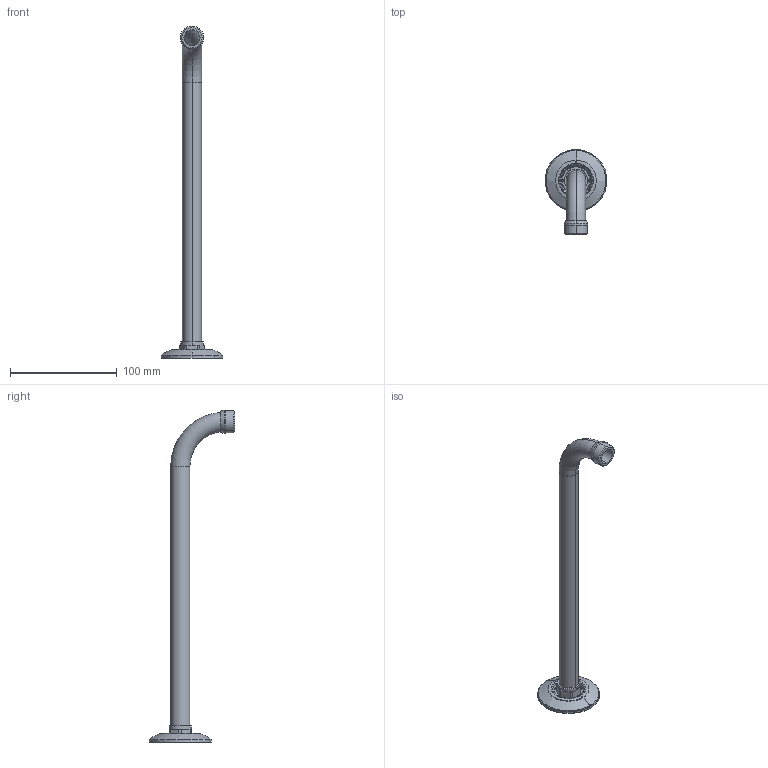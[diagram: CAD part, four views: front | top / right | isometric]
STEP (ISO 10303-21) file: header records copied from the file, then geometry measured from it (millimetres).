
FILE_DESCRIPTION((''),'2;1');
FILE_NAME('ZSOF016CR','2021-11-29T10:51:35',('ut3'),('PAFFONI SpA'),'CREO PARAMETRIC BY PTC INC, 2020044','CREO PARAMETRIC BY PTC INC, 2020044','');
FILE_SCHEMA(('CONFIG_CONTROL_DESIGN','SHAPE_APPEARANCE_LAYERS_GROUPS'));
Length unit declared in the file: millimetre
Products named in the file (1): ZSOF016CR
Bounding box: 58 x 80 x 311 mm (x, y, z)
Volume: 14900.7 mm3; surface area: 43479.2 mm2
Topology: 1 solids, 1 shells, 88 faces, 192 edges, 116 vertices
Faces by surface type: cylinder 26, plane 24, torus 20, cone 14, bspline 4
Entity records: 3260 total; most frequent: CARTESIAN_POINT 604, DIRECTION 462, ORIENTED_EDGE 384, AXIS2_PLACEMENT_3D 202, EDGE_CURVE 192, CIRCLE 118, VERTEX_POINT 116, EDGE_LOOP 100
